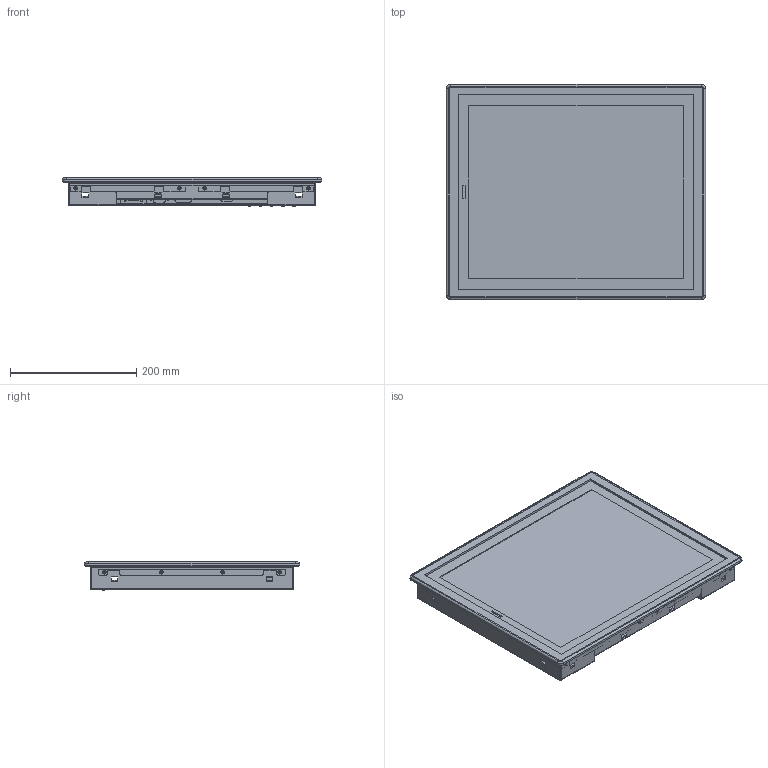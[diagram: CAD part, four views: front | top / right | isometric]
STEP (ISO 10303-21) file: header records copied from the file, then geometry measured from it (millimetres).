
FILE_DESCRIPTION (( 'STEP AP203' ), '1' );
FILE_NAME ('APPD1700T.STEP', '2014-12-17T03:35:47', ( '' ), ( '' ), 'SwSTEP 2.0', 'SolidWorks 2013', '' );
FILE_SCHEMA (( 'CONFIG_CONTROL_DESIGN' ));
Length unit declared in the file: millimetre
Products named in the file (1): APPD1700T
Bounding box: 410.42 x 340.42 x 44.5 mm (x, y, z)
Surface area: 708449.2 mm2 (no closed solid volume)
Topology: 0 solids, 88 shells, 574 faces, 2438 edges, 1918 vertices
Faces by surface type: plane 280, cylinder 189, bspline 63, cone 40, sphere 2
Entity records: 37585 total; most frequent: CARTESIAN_POINT 18964, ORIENTED_EDGE 3458, DIRECTION 3267, EDGE_CURVE 2421, VERTEX_POINT 1915, VECTOR 1375, LINE 1375, AXIS2_PLACEMENT_3D 946
